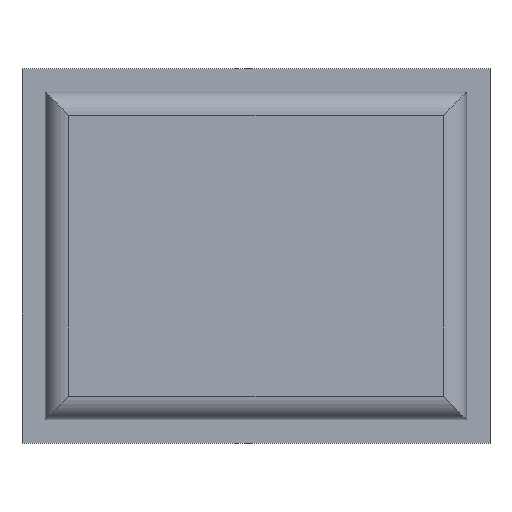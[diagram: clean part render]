
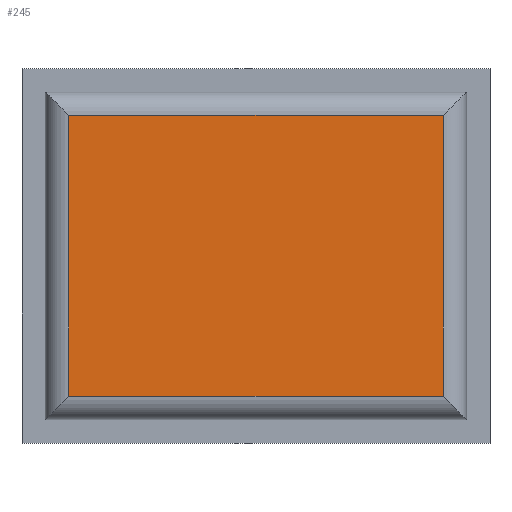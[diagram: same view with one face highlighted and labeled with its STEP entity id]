
A CAD part, top view. The second image highlights one B-rep face of the part: STEP entity #245.
In plain terms, the highlighted planar face has unit normal (0, 0, 1).
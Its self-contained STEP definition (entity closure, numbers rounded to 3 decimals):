
#93 = VERTEX_POINT('',#94);
#94 = CARTESIAN_POINT('',(-0.8,0.6,0.65));
#101 = EDGE_CURVE('',#93,#102,#104,.T.);
#102 = VERTEX_POINT('',#103);
#103 = CARTESIAN_POINT('',(0.8,0.6,0.65));
#104 = LINE('',#105,#106);
#105 = CARTESIAN_POINT('',(-0.9,0.6,0.65));
#106 = VECTOR('',#107,1.);
#107 = DIRECTION('',(1.,0.,0.));
#225 = VERTEX_POINT('',#226);
#226 = CARTESIAN_POINT('',(-0.8,-0.6,0.65));
#233 = EDGE_CURVE('',#225,#93,#234,.T.);
#234 = LINE('',#235,#236);
#235 = CARTESIAN_POINT('',(-0.8,-0.7,0.65));
#236 = VECTOR('',#237,1.);
#237 = DIRECTION('',(0.,1.,0.));
#245 = ADVANCED_FACE('',(#246),#264,.F.);
#246 = FACE_BOUND('',#247,.F.);
#247 = EDGE_LOOP('',(#248,#256,#257,#258));
#248 = ORIENTED_EDGE('',*,*,#249,.T.);
#249 = EDGE_CURVE('',#250,#225,#252,.T.);
#250 = VERTEX_POINT('',#251);
#251 = CARTESIAN_POINT('',(0.8,-0.6,0.65));
#252 = LINE('',#253,#254);
#253 = CARTESIAN_POINT('',(0.9,-0.6,0.65));
#254 = VECTOR('',#255,1.);
#255 = DIRECTION('',(-1.,0.,0.));
#256 = ORIENTED_EDGE('',*,*,#233,.T.);
#257 = ORIENTED_EDGE('',*,*,#101,.T.);
#258 = ORIENTED_EDGE('',*,*,#259,.T.);
#259 = EDGE_CURVE('',#102,#250,#260,.T.);
#260 = LINE('',#261,#262);
#261 = CARTESIAN_POINT('',(0.8,0.7,0.65));
#262 = VECTOR('',#263,1.);
#263 = DIRECTION('',(0.,-1.,0.));
#264 = PLANE('',#265);
#265 = AXIS2_PLACEMENT_3D('',#266,#267,#268);
#266 = CARTESIAN_POINT('',(0.,0.,0.65));
#267 = DIRECTION('',(-0.,-0.,-1.));
#268 = DIRECTION('',(-1.,0.,0.));
